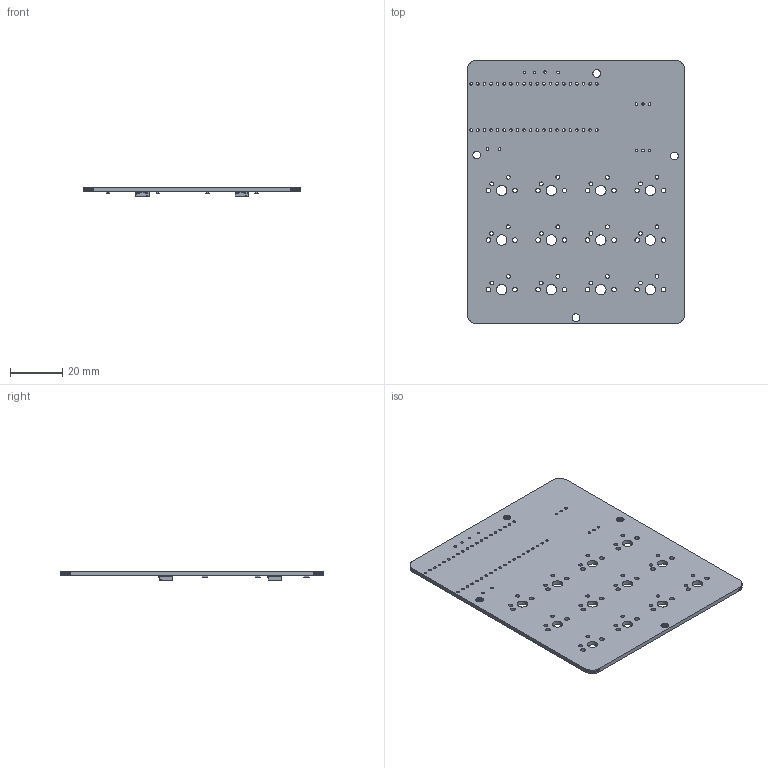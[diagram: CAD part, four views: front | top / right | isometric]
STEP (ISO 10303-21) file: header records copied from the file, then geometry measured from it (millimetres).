
FILE_DESCRIPTION(('KiCad electronic assembly'),'2;1');
FILE_NAME('macropad.step','2023-03-05T14:07:39',('Pcbnew'),('Kicad'), 'Open CASCADE STEP processor 7.6','KiCad to STEP converter','Unknown' );
FILE_SCHEMA(('AUTOMOTIVE_DESIGN { 1 0 10303 214 1 1 1 1 }'));
Length unit declared in the file: millimetre
Products named in the file (6): macropad 1; D_0805_2012Metric; SOLID; LED_Inolux_IN-PI554FCH_PLCC4_5.0x5.0mm_P3.2mm; PCB
Assembly tree (19 placements, depth 3):
  macropad 1
    D_0805_2012Metric  x12
      SOLID
    LED_Inolux_IN-PI554FCH_PLCC4_5.0x5.0mm_P3.2mm  x4
      SOLID
    PCB
Bounding box: 83.69 x 101.42 x 3.33 mm (x, y, z)
Volume: 13051.6 mm3; surface area: 18310.2 mm2
Topology: 17 solids, 17 shells, 1074 faces, 3096 edges, 2056 vertices
Faces by surface type: plane 702, cylinder 368, cone 4
Full cylindrical faces by diameter (mm): 1 x52, 1.47 x24, 1.75 x24, 3.333 x4, 3.988 x12
Entity records: 34482 total; most frequent: CARTESIAN_POINT 7418, DIRECTION 4838, LINE 3319, VECTOR 3319, ORIENTED_EDGE 2610, PCURVE 2610, DEFINITIONAL_REPRESENTATION 2610, EDGE_CURVE 1305
